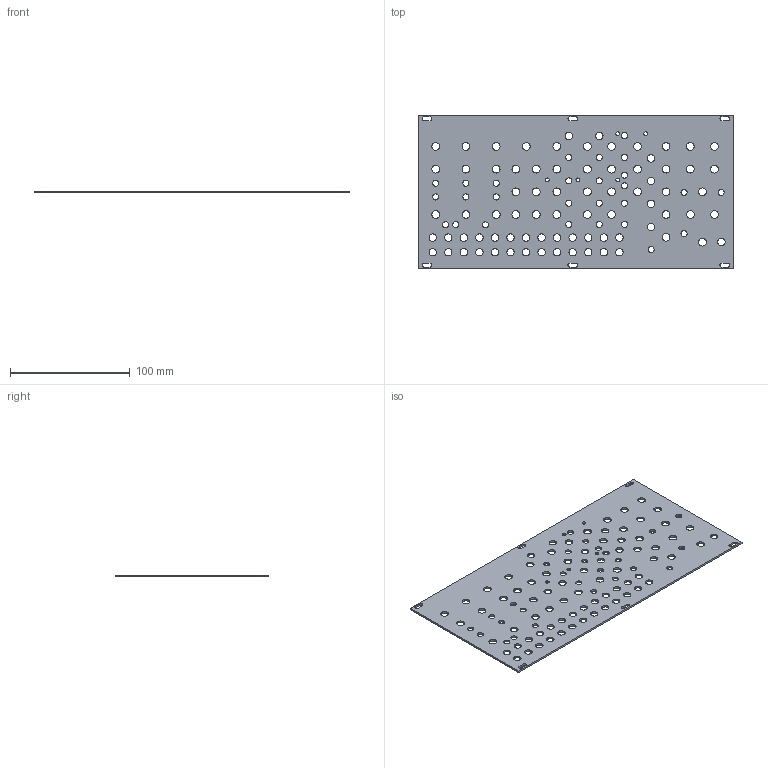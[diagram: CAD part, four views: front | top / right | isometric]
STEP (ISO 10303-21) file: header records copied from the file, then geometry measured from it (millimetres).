
FILE_DESCRIPTION(('KiCad electronic assembly'),'2;1');
FILE_NAME('AnalogSequencerFaceplate.step','2024-01-04T12:42:51',( 'Pcbnew'),('Kicad'),'Open CASCADE STEP processor 7.7', 'KiCad to STEP converter','Unknown');
FILE_SCHEMA(('AUTOMOTIVE_DESIGN { 1 0 10303 214 1 1 1 1 }'));
Length unit declared in the file: millimetre
Products named in the file (2): AnalogSequencerFaceplate 1; AnalogSequencerFaceplate PCB
Assembly tree (1 placements, depth 2):
  AnalogSequencerFaceplate 1
    AnalogSequencerFaceplate PCB
Bounding box: 263.9 x 128.55 x 1.6 mm (x, y, z)
Volume: 49171.5 mm3; surface area: 66151.2 mm2
Topology: 1 solids, 1 shells, 367 faces, 1095 edges, 730 vertices
Faces by surface type: plane 258, cylinder 109
Full cylindrical faces by diameter (mm): 3.2 x5, 5.1 x27, 6.2 x33, 6.5 x44
Entity records: 27685 total; most frequent: CARTESIAN_POINT 5692, DIRECTION 4023, LINE 2849, VECTOR 2849, ORIENTED_EDGE 2190, PCURVE 2190, DEFINITIONAL_REPRESENTATION 2190, EDGE_CURVE 1095
